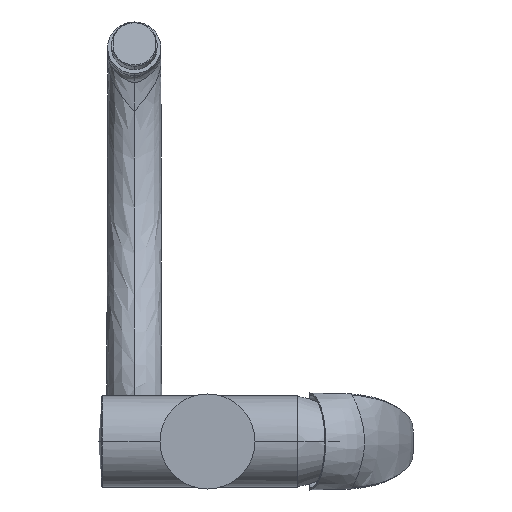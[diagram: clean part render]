
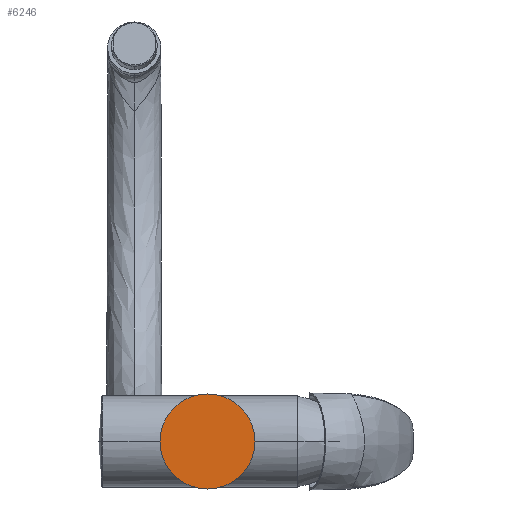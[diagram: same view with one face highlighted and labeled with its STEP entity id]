
A CAD part, front view. The second image highlights one B-rep face of the part: STEP entity #6246.
In plain terms, the highlighted planar face has unit normal (0, -1, 0).
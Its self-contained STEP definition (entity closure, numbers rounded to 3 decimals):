
#2486=CARTESIAN_POINT('',(21.5,-51.767,0.));
#2487=DIRECTION('',(0.,1.,0.));
#2488=DIRECTION('',(0.,0.,-1.));
#2489=AXIS2_PLACEMENT_3D('',#2486,#2487,#2488);
#2491=CARTESIAN_POINT('',(21.5,-51.767,0.));
#2492=DIRECTION('',(0.,-1.,0.));
#2493=DIRECTION('',(0.,0.,-1.));
#2494=AXIS2_PLACEMENT_3D('',#2491,#2492,#2493);
#2803=CARTESIAN_POINT('',(21.5,-51.767,-25.));
#2805=VERTEX_POINT('',#2803);
#2807=CARTESIAN_POINT('',(21.5,-51.767,25.));
#2809=VERTEX_POINT('',#2807);
#6237=CARTESIAN_POINT('',(21.5,-51.767,0.));
#6238=DIRECTION('',(0.,-1.,0.));
#6239=DIRECTION('',(0.,0.,1.));
#6240=AXIS2_PLACEMENT_3D('',#6237,#6238,#6239);
#6241=PLANE('',#6240);
#6242=ORIENTED_EDGE('',*,*,#6205,.T.);
#6243=ORIENTED_EDGE('',*,*,#6223,.F.);
#6244=EDGE_LOOP('',(#6242,#6243));
#6245=FACE_OUTER_BOUND('',#6244,.F.);
#6246=ADVANCED_FACE('',(#6245),#6241,.T.);
#2490=CIRCLE('',#2489,25.);
#2495=CIRCLE('',#2494,25.);
#6205=EDGE_CURVE('',#2805,#2809,#2490,.T.);
#6223=EDGE_CURVE('',#2805,#2809,#2495,.T.);
